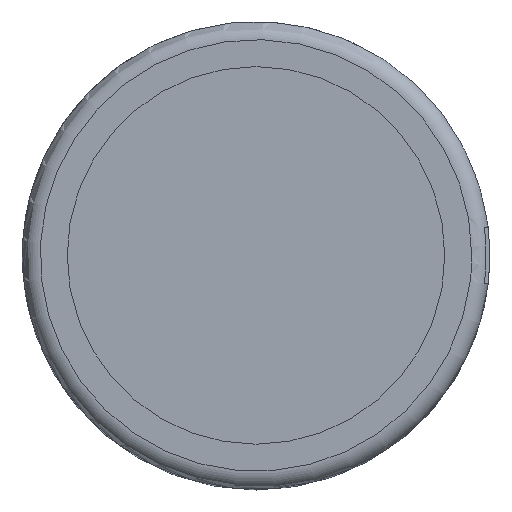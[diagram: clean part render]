
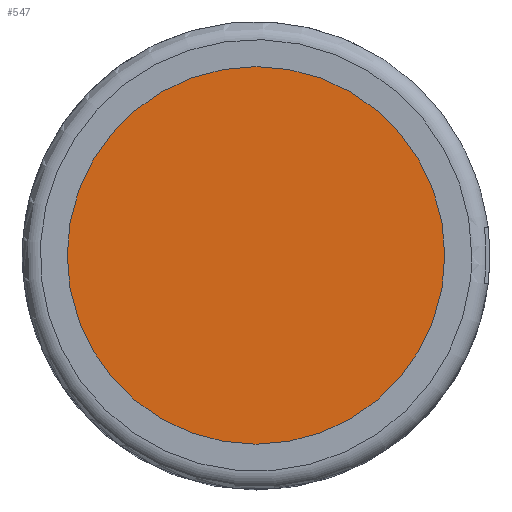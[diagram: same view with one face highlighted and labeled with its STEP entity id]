
A CAD part, top view. The second image highlights one B-rep face of the part: STEP entity #547.
In plain terms, the highlighted planar face has unit normal (0, 0, 1).
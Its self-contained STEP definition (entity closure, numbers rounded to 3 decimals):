
#79=FACE_OUTER_BOUND($,#135,.T.);
#135=EDGE_LOOP($,(#438));
#238=CIRCLE($,#627,5.25);
#279=VERTEX_POINT($,#938);
#336=EDGE_CURVE($,#279,#279,#238,.T.);
#438=ORIENTED_EDGE($,*,*,#336,.F.);
#509=PLANE($,#629);
#547=ADVANCED_FACE($,(#79),#509,.T.);
#627=AXIS2_PLACEMENT_3D($,#939,#767,#768);
#629=AXIS2_PLACEMENT_3D($,#942,#771,#772);
#767=DIRECTION('center_axis',(0.,0.,-1.));
#768=DIRECTION('ref_axis',(1.,0.,0.));
#771=DIRECTION('center_axis',(0.,0.,1.));
#772=DIRECTION('ref_axis',(1.,0.,0.));
#938=CARTESIAN_POINT('',(5.25,0.,13.9));
#939=CARTESIAN_POINT('Origin',(0.,0.,13.9));
#942=CARTESIAN_POINT('Origin',(0.,0.,13.9));
